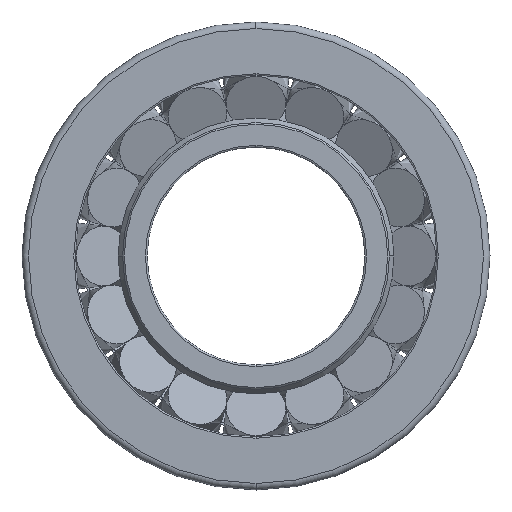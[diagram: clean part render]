
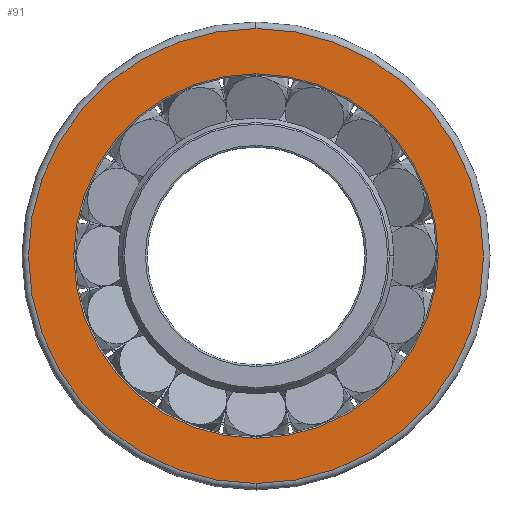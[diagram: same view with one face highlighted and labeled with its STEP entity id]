
A CAD part, left-side view. The second image highlights one B-rep face of the part: STEP entity #91.
In plain terms, the highlighted planar face has unit normal (-1, 0, 0).
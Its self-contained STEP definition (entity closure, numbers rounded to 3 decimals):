
#91=ADVANCED_FACE('',(#255,#256),#257,.T.);
#255=FACE_OUTER_BOUND('',#555,.T.);
#256=FACE_BOUND('',#556,.T.);
#257=PLANE('',#557);
#555=EDGE_LOOP('',(#1019,#1020,#1021));
#556=EDGE_LOOP('',(#1022,#1023,#1024));
#557=AXIS2_PLACEMENT_3D('',#1025,#1026,#1027);
#1019=ORIENTED_EDGE('',*,*,#1827,.F.);
#1020=ORIENTED_EDGE('',*,*,#1826,.F.);
#1021=ORIENTED_EDGE('',*,*,#1830,.F.);
#1022=ORIENTED_EDGE('',*,*,#1804,.T.);
#1023=ORIENTED_EDGE('',*,*,#1801,.T.);
#1024=ORIENTED_EDGE('',*,*,#1805,.T.);
#1025=CARTESIAN_POINT('',(0.0,94.108,0.0));
#1026=DIRECTION('',(-1.0,-0.0,0.0));
#1027=DIRECTION('',(0.0,-1.0,-0.0));
#1801=EDGE_CURVE('',#2113,#2111,#2114,.T.);
#1804=EDGE_CURVE('',#2117,#2113,#2118,.T.);
#1805=EDGE_CURVE('',#2111,#2117,#2119,.T.);
#1826=EDGE_CURVE('',#2155,#2158,#2159,.T.);
#1827=EDGE_CURVE('',#2158,#2160,#2161,.T.);
#1830=EDGE_CURVE('',#2160,#2155,#2164,.T.);
#2111=VERTEX_POINT('',#2589);
#2113=VERTEX_POINT('',#2591);
#2114=CIRCLE('',#2592,83.716);
#2117=VERTEX_POINT('',#2595);
#2118=CIRCLE('',#2596,83.716);
#2119=CIRCLE('',#2597,83.716);
#2155=VERTEX_POINT('',#2637);
#2158=VERTEX_POINT('',#2640);
#2159=CIRCLE('',#2641,104.5);
#2160=VERTEX_POINT('',#2642);
#2161=CIRCLE('',#2643,104.5);
#2164=CIRCLE('',#2646,104.5);
#2589=CARTESIAN_POINT('',(0.0,0.,-83.716));
#2591=CARTESIAN_POINT('',(0.0,0.,83.716));
#2592=AXIS2_PLACEMENT_3D('',#4344,#4345,#4346);
#2595=CARTESIAN_POINT('',(0.0,83.716,0.0));
#2596=AXIS2_PLACEMENT_3D('',#4353,#4354,#4355);
#2597=AXIS2_PLACEMENT_3D('',#4356,#4357,#4358);
#2637=CARTESIAN_POINT('',(0.0,0.,-104.5));
#2640=CARTESIAN_POINT('',(0.0,104.5,0.0));
#2641=AXIS2_PLACEMENT_3D('',#4411,#4412,#4413);
#2642=CARTESIAN_POINT('',(0.0,0.,104.5));
#2643=AXIS2_PLACEMENT_3D('',#4414,#4415,#4416);
#2646=AXIS2_PLACEMENT_3D('',#4423,#4424,#4425);
#4344=CARTESIAN_POINT('',(0.0,0.0,0.0));
#4345=DIRECTION('',(1.0,0.0,0.0));
#4346=DIRECTION('',(0.0,1.0,0.0));
#4353=CARTESIAN_POINT('',(0.0,0.0,0.0));
#4354=DIRECTION('',(1.0,0.0,0.0));
#4355=DIRECTION('',(0.0,1.0,0.0));
#4356=CARTESIAN_POINT('',(0.0,0.0,0.0));
#4357=DIRECTION('',(1.0,0.0,0.0));
#4358=DIRECTION('',(0.0,1.0,0.0));
#4411=CARTESIAN_POINT('',(0.0,0.0,0.0));
#4412=DIRECTION('',(1.0,0.0,0.0));
#4413=DIRECTION('',(0.0,1.0,0.0));
#4414=CARTESIAN_POINT('',(0.0,0.0,0.0));
#4415=DIRECTION('',(1.0,0.0,0.0));
#4416=DIRECTION('',(0.0,1.0,0.0));
#4423=CARTESIAN_POINT('',(0.0,0.0,0.0));
#4424=DIRECTION('',(1.0,0.0,0.0));
#4425=DIRECTION('',(0.0,1.0,0.0));
